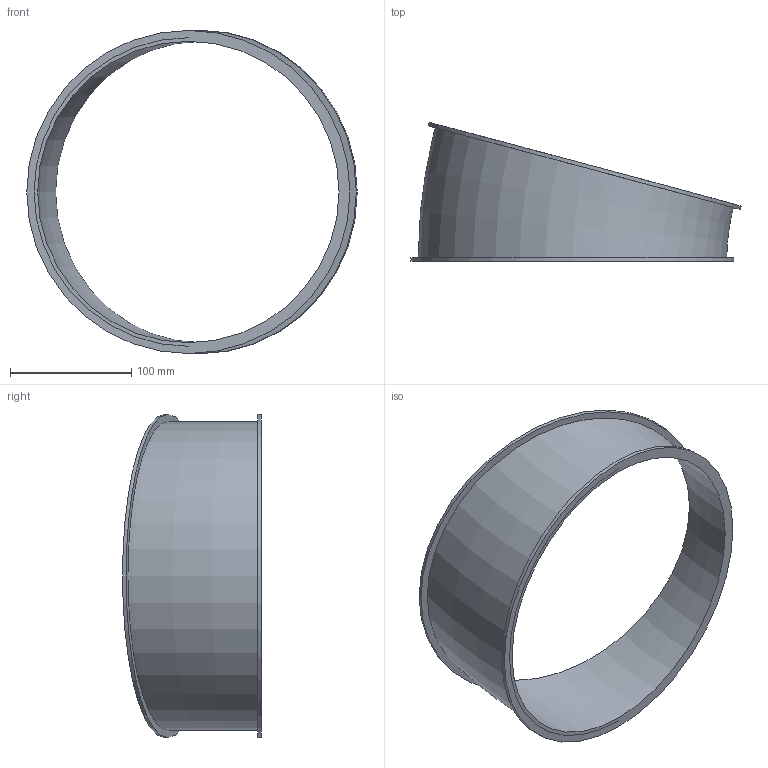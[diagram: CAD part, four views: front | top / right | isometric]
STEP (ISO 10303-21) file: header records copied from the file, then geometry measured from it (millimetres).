
FILE_DESCRIPTION(/* description */ (''),/* implementation_level */ '2;1');
FILE_NAME(/* name */ '4010015015710_DN250_3mm_15°.stp',/* time_stamp */ '2021-09-20T15:15:16+02:00',/* author */ ('rjahn'),/* organization */ (''),/* preprocessor_version */ 'ST-DEVELOPER v18',/* originating_system */ 'Autodesk Inventor 2020',/* authorisation */ '');
FILE_SCHEMA (('CONFIG_CONTROL_DESIGN'));
Length unit declared in the file: millimetre
Products named in the file (1): 40100150157010_DN250_3mm_15°
Bounding box: 273.01 x 114.79 x 267 mm (x, y, z)
Volume: 222150.1 mm3; surface area: 157958.8 mm2
Topology: 1 solids, 1 shells, 10 faces, 30 edges, 22 vertices
Faces by surface type: plane 4, cylinder 4, torus 2
Full cylindrical faces by diameter (mm): 267 x2
Entity records: 559 total; most frequent: CARTESIAN_POINT 223, DIRECTION 64, ORIENTED_EDGE 60, AXIS2_PLACEMENT_3D 31, EDGE_CURVE 30, VERTEX_POINT 22, CIRCLE 20, EDGE_LOOP 16
